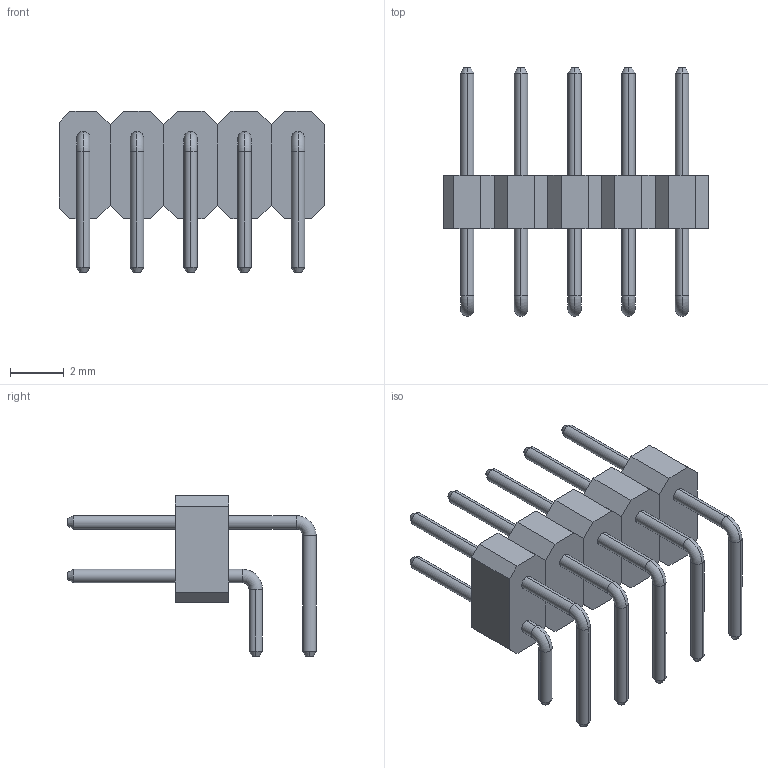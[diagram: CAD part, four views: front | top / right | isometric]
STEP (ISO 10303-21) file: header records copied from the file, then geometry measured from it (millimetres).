
FILE_DESCRIPTION(('FreeCAD Model'),'2;1');
FILE_NAME('Open CASCADE Shape Model','2024-06-10T17:59:49',(''),(''), 'Open CASCADE STEP processor 7.6','FreeCAD','Unknown');
FILE_SCHEMA(('AUTOMOTIVE_DESIGN { 1 0 10303 214 1 1 1 1 }'));
Length unit declared in the file: millimetre
Products named in the file (1): Cut
Bounding box: 9.9 x 9.25 x 6 mm (x, y, z)
Volume: 93.3 mm3; surface area: 332.7 mm2
Topology: 5 solids, 5 shells, 190 faces, 840 edges, 1360 vertices
Faces by surface type: plane 70, cylinder 60, cone 40, torus 20
Entity records: 18326 total; most frequent: CARTESIAN_POINT 3447, DIRECTION 2438, LINE 1196, VECTOR 1196, ORIENTED_EDGE 840, PCURVE 840, DEFINITIONAL_REPRESENTATION 840, AXIS2_PLACEMENT_3D 591
